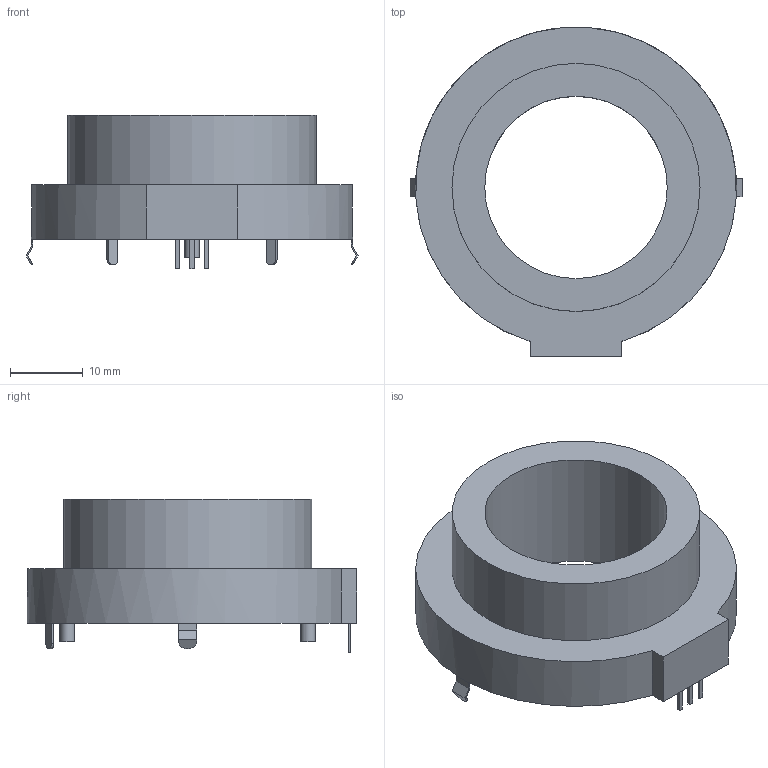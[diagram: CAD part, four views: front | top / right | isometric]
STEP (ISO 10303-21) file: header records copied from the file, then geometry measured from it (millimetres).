
FILE_DESCRIPTION( ( '' ), ' ' );
FILE_NAME( '59550e07f5b0a50f7e03911c.step', '2017-06-29T14:26:15', ( '' ), ( '' ), ' ', ' ', ' ' );
FILE_SCHEMA( ( 'AUTOMOTIVE_DESIGN { 1 0 10303 214 1 1 1 1 }' ) );
Length unit declared in the file: metre
Products named in the file (1): Open CASCADE STEP translator 6.8 1
Bounding box: 45.5 x 45.2 x 21 mm (x, y, z)
Volume: 11852 mm3; surface area: 5631 mm2
Topology: 1 solids, 1 shells, 64 faces, 156 edges, 100 vertices
Faces by surface type: plane 55, cylinder 9
Full cylindrical faces by diameter (mm): 2 x2, 25 x1, 34 x1
Entity records: 3126 total; most frequent: CARTESIAN_POINT 317, DIRECTION 312, ORIENTED_EDGE 304, STYLED_ITEM 216, PRESENTATION_STYLE_ASSIGNMENT 216, COLOUR_RGB 216, EDGE_CURVE 152, CURVE_STYLE 152
